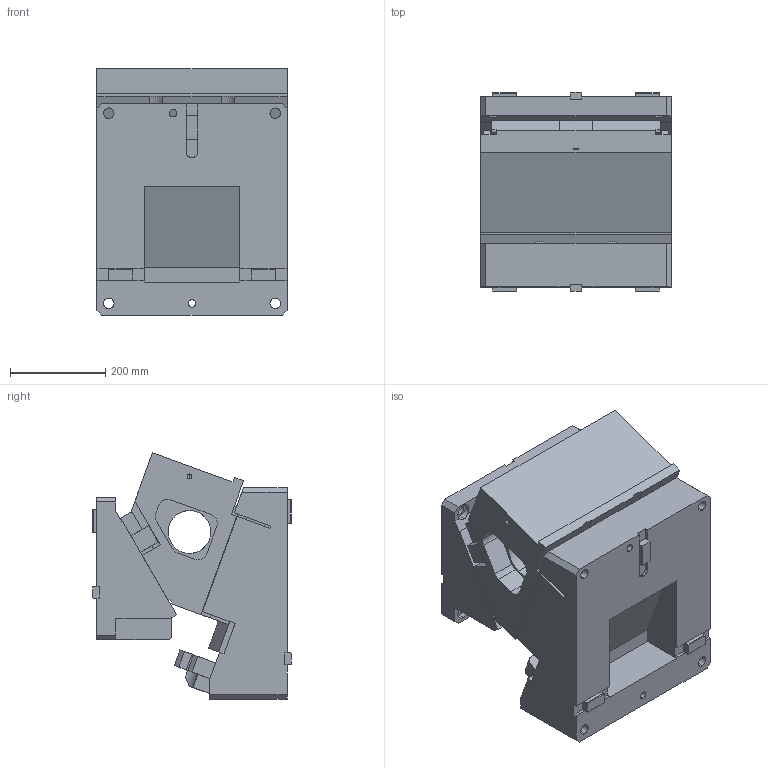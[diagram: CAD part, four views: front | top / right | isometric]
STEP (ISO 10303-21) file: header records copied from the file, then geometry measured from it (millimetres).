
FILE_DESCRIPTION(('CATIA V5 STEP Exchange'),'2;1');
FILE_NAME('CDCV_400_20_80.stp','2015-05-12T07:04:01+00:00',('none'),('none'),'CATIA Version 5 Release 19 SP 2 (IN-10)','CATIA V5 STEP AP203','none');
FILE_SCHEMA(('CONFIG_CONTROL_DESIGN'));
Length unit declared in the file: millimetre
Products named in the file (1): CDCV_400_20_80
Bounding box: 400 x 418 x 518.52 mm (x, y, z)
Volume: 48757313.9 mm3; surface area: 2084219 mm2
Topology: 3 solids, 3 shells, 373 faces, 1028 edges, 670 vertices
Faces by surface type: plane 289, cylinder 77, cone 6, extrusion 1
Entity records: 12089 total; most frequent: CARTESIAN_POINT 2925, ORIENTED_EDGE 2044, DIRECTION 1575, EDGE_CURVE 1022, VECTOR 847, LINE 846, VERTEX_POINT 670, AXIS2_PLACEMENT_3D 425
